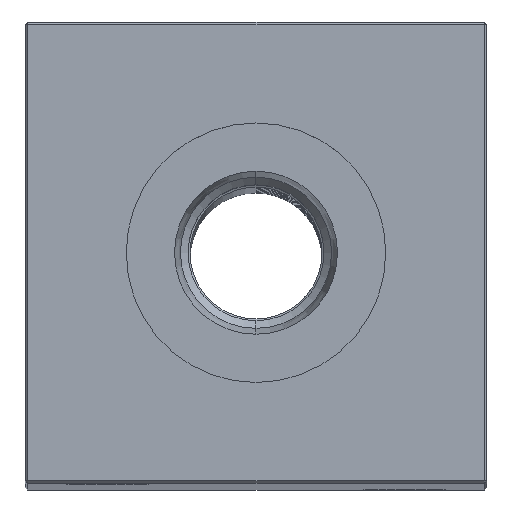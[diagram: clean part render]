
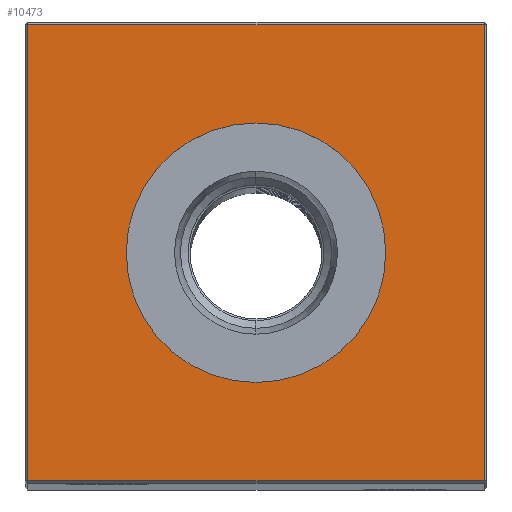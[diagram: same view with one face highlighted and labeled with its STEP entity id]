
A CAD part, top view. The second image highlights one B-rep face of the part: STEP entity #10473.
In plain terms, the highlighted planar face has unit normal (0, 0, 1).
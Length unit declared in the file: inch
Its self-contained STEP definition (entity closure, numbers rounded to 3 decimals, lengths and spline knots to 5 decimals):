
#97 = VERTEX_POINT ( 'NONE', #21811 ) ;
#542 = EDGE_CURVE ( 'NONE', #27643, #4557, #22051, .T. ) ;
#1052 = DIRECTION ( 'NONE',  ( 0., 0., -1. ) ) ;
#2179 = LINE ( 'NONE', #8622, #10008 ) ;
#3458 = CARTESIAN_POINT ( 'NONE',  ( 0., 0.865, 14.25 ) ) ;
#3744 = DIRECTION ( 'NONE',  ( -1., 0., 0. ) ) ;
#4413 = EDGE_CURVE ( 'NONE', #6291, #25948, #27140, .T. ) ;
#4557 = VERTEX_POINT ( 'NONE', #17365 ) ;
#4978 = FACE_OUTER_BOUND ( 'NONE', #23792, .T. ) ;
#5522 = DIRECTION ( 'NONE',  ( 1., 0., 0. ) ) ;
#5863 = ORIENTED_EDGE ( 'NONE', *, *, #542, .T. ) ;
#5958 = AXIS2_PLACEMENT_3D ( 'NONE', #20245, #1052, #26669 ) ;
#6291 = VERTEX_POINT ( 'NONE', #15604 ) ;
#6520 = DIRECTION ( 'NONE',  ( 0., -1., 0. ) ) ;
#7756 = CARTESIAN_POINT ( 'NONE',  ( 0., 0.49213, 14.25 ) ) ;
#7938 = VERTEX_POINT ( 'NONE', #16224 ) ;
#8114 = VECTOR ( 'NONE', #5522, 39.37008 ) ;
#8443 = EDGE_CURVE ( 'NONE', #25948, #6291, #26318, .T. ) ;
#8622 = CARTESIAN_POINT ( 'NONE',  ( -0.865, 0., 14.25 ) ) ;
#9062 = ORIENTED_EDGE ( 'NONE', *, *, #26344, .T. ) ;
#10008 = VECTOR ( 'NONE', #6520, 39.37008 ) ;
#10103 = LINE ( 'NONE', #10512, #14000 ) ;
#10438 = ORIENTED_EDGE ( 'NONE', *, *, #16097, .T. ) ;
#10473 = ADVANCED_FACE ( 'NONE', ( #4978, #19978 ), #22335, .F. ) ;
#10512 = CARTESIAN_POINT ( 'NONE',  ( 0.865, 0., 14.25 ) ) ;
#12719 = DIRECTION ( 'NONE',  ( 0., 0., -1. ) ) ;
#13421 = ORIENTED_EDGE ( 'NONE', *, *, #8443, .T. ) ;
#14000 = VECTOR ( 'NONE', #27174, 39.37008 ) ;
#15224 = EDGE_LOOP ( 'NONE', ( #13421, #22573 ) ) ;
#15604 = CARTESIAN_POINT ( 'NONE',  ( 0., -0.49213, 14.25 ) ) ;
#16032 = AXIS2_PLACEMENT_3D ( 'NONE', #24881, #12719, #3744 ) ;
#16097 = EDGE_CURVE ( 'NONE', #7938, #27643, #2179, .T. ) ;
#16224 = CARTESIAN_POINT ( 'NONE',  ( -0.865, 0.865, 14.25 ) ) ;
#16392 = AXIS2_PLACEMENT_3D ( 'NONE', #26211, #26353, #22293 ) ;
#16751 = ORIENTED_EDGE ( 'NONE', *, *, #24781, .T. ) ;
#17365 = CARTESIAN_POINT ( 'NONE',  ( 0.865, -0.865, 14.25 ) ) ;
#19978 = FACE_BOUND ( 'NONE', #15224, .T. ) ;
#20133 = DIRECTION ( 'NONE',  ( -1., 0., 0. ) ) ;
#20245 = CARTESIAN_POINT ( 'NONE',  ( 0., 0., 14.25 ) ) ;
#21092 = VECTOR ( 'NONE', #20133, 39.37008 ) ;
#21158 = CARTESIAN_POINT ( 'NONE',  ( -0.865, -0.865, 14.25 ) ) ;
#21811 = CARTESIAN_POINT ( 'NONE',  ( 0.865, 0.865, 14.25 ) ) ;
#22051 = LINE ( 'NONE', #24693, #8114 ) ;
#22293 = DIRECTION ( 'NONE',  ( -1., 0., 0. ) ) ;
#22335 = PLANE ( 'NONE',  #5958 ) ;
#22573 = ORIENTED_EDGE ( 'NONE', *, *, #4413, .T. ) ;
#22623 = LINE ( 'NONE', #3458, #21092 ) ;
#23792 = EDGE_LOOP ( 'NONE', ( #10438, #5863, #9062, #16751 ) ) ;
#24693 = CARTESIAN_POINT ( 'NONE',  ( 0., -0.865, 14.25 ) ) ;
#24781 = EDGE_CURVE ( 'NONE', #97, #7938, #22623, .T. ) ;
#24881 = CARTESIAN_POINT ( 'NONE',  ( 0., 0., 14.25 ) ) ;
#25948 = VERTEX_POINT ( 'NONE', #7756 ) ;
#26211 = CARTESIAN_POINT ( 'NONE',  ( 0., 0., 14.25 ) ) ;
#26318 = CIRCLE ( 'NONE', #16032, 0.49213 ) ;
#26344 = EDGE_CURVE ( 'NONE', #4557, #97, #10103, .T. ) ;
#26353 = DIRECTION ( 'NONE',  ( 0., 0., -1. ) ) ;
#26669 = DIRECTION ( 'NONE',  ( -1., 0., 0. ) ) ;
#27140 = CIRCLE ( 'NONE', #16392, 0.49213 ) ;
#27174 = DIRECTION ( 'NONE',  ( 0., 1., 0. ) ) ;
#27643 = VERTEX_POINT ( 'NONE', #21158 ) ;
